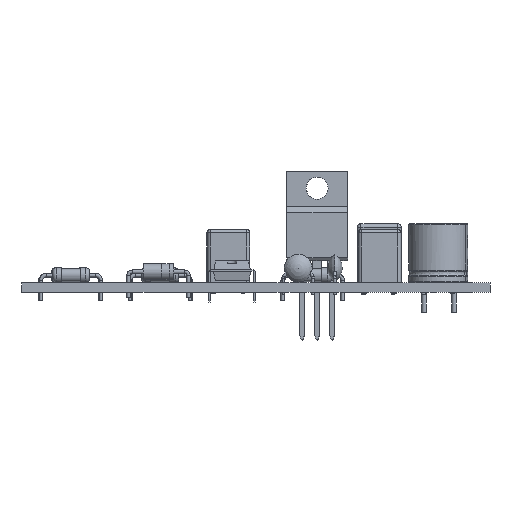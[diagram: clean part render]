
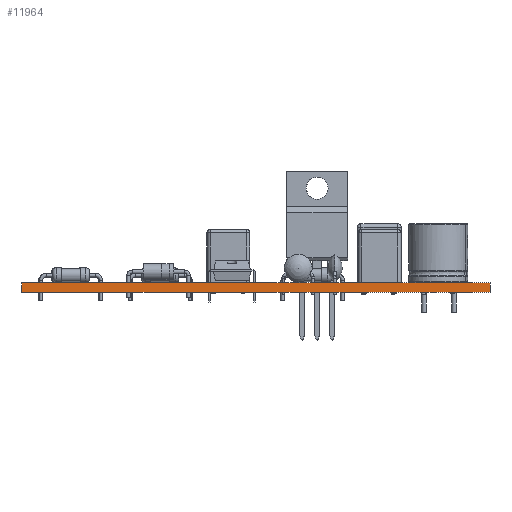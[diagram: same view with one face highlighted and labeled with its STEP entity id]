
A CAD part, front view. The second image highlights one B-rep face of the part: STEP entity #11964.
In plain terms, the highlighted planar face has unit normal (0, -1, 0).
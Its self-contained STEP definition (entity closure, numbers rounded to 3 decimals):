
#11964 = ADVANCED_FACE('',(#11965),#11999,.T.);
#11965 = FACE_BOUND('',#11966,.T.);
#11966 = EDGE_LOOP('',(#11967,#11977,#11985,#11993));
#11967 = ORIENTED_EDGE('',*,*,#11968,.T.);
#11968 = EDGE_CURVE('',#11969,#11971,#11973,.T.);
#11969 = VERTEX_POINT('',#11970);
#11970 = CARTESIAN_POINT('',(179.28,-137.452,0.));
#11971 = VERTEX_POINT('',#11972);
#11972 = CARTESIAN_POINT('',(179.28,-137.452,1.6));
#11973 = LINE('',#11974,#11975);
#11974 = CARTESIAN_POINT('',(179.28,-137.452,0.));
#11975 = VECTOR('',#11976,1.);
#11976 = DIRECTION('',(0.,0.,1.));
#11977 = ORIENTED_EDGE('',*,*,#11978,.T.);
#11978 = EDGE_CURVE('',#11971,#11979,#11981,.T.);
#11979 = VERTEX_POINT('',#11980);
#11980 = CARTESIAN_POINT('',(100.,-137.452,1.6));
#11981 = LINE('',#11982,#11983);
#11982 = CARTESIAN_POINT('',(179.28,-137.452,1.6));
#11983 = VECTOR('',#11984,1.);
#11984 = DIRECTION('',(-1.,0.,0.));
#11985 = ORIENTED_EDGE('',*,*,#11986,.F.);
#11986 = EDGE_CURVE('',#11987,#11979,#11989,.T.);
#11987 = VERTEX_POINT('',#11988);
#11988 = CARTESIAN_POINT('',(100.,-137.452,0.));
#11989 = LINE('',#11990,#11991);
#11990 = CARTESIAN_POINT('',(100.,-137.452,0.));
#11991 = VECTOR('',#11992,1.);
#11992 = DIRECTION('',(0.,0.,1.));
#11993 = ORIENTED_EDGE('',*,*,#11994,.F.);
#11994 = EDGE_CURVE('',#11969,#11987,#11995,.T.);
#11995 = LINE('',#11996,#11997);
#11996 = CARTESIAN_POINT('',(179.28,-137.452,0.));
#11997 = VECTOR('',#11998,1.);
#11998 = DIRECTION('',(-1.,0.,0.));
#11999 = PLANE('',#12000);
#12000 = AXIS2_PLACEMENT_3D('',#12001,#12002,#12003);
#12001 = CARTESIAN_POINT('',(179.28,-137.452,0.));
#12002 = DIRECTION('',(0.,-1.,0.));
#12003 = DIRECTION('',(-1.,0.,0.));
